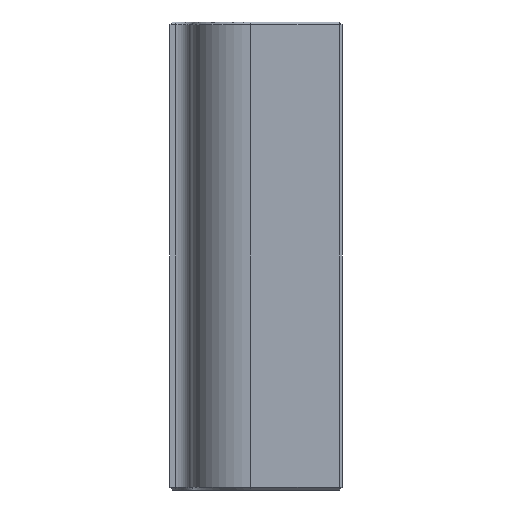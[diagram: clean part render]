
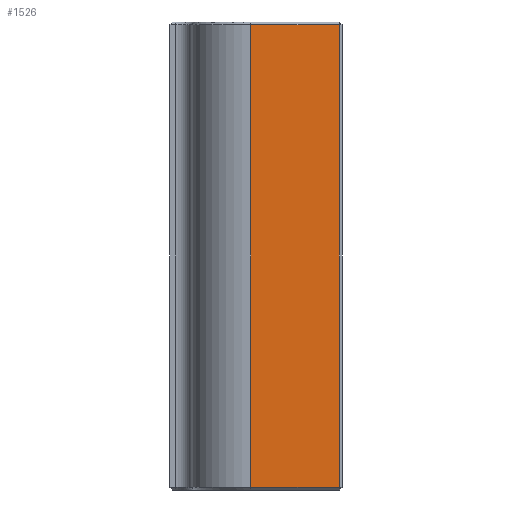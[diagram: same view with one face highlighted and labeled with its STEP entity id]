
A CAD part, front view. The second image highlights one B-rep face of the part: STEP entity #1526.
In plain terms, the highlighted planar face has unit normal (0, -1, 0).
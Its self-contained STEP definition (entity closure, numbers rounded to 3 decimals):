
#187 = PLANE('',#188);
#188 = AXIS2_PLACEMENT_3D('',#189,#190,#191);
#189 = CARTESIAN_POINT('',(14.991,0.25,0.25));
#190 = DIRECTION('',(0.,-0.707,-0.707));
#191 = DIRECTION('',(1.,0.,0.));
#636 = VERTEX_POINT('',#637);
#637 = CARTESIAN_POINT('',(14.991,0.,0.5));
#657 = VERTEX_POINT('',#658);
#658 = CARTESIAN_POINT('',(31.5,0.,0.5));
#679 = EDGE_CURVE('',#636,#657,#680,.T.);
#680 = SURFACE_CURVE('',#681,(#685,#692),.PCURVE_S1.);
#681 = LINE('',#682,#683);
#682 = CARTESIAN_POINT('',(14.991,0.,0.5));
#683 = VECTOR('',#684,1.);
#684 = DIRECTION('',(1.,0.,0.));
#685 = PCURVE('',#187,#686);
#686 = DEFINITIONAL_REPRESENTATION('',(#687),#691);
#687 = LINE('',#688,#689);
#688 = CARTESIAN_POINT('',(0.,0.354));
#689 = VECTOR('',#690,1.);
#690 = DIRECTION('',(1.,0.));
#691 = ( GEOMETRIC_REPRESENTATION_CONTEXT(2) 
PARAMETRIC_REPRESENTATION_CONTEXT() REPRESENTATION_CONTEXT('2D SPACE',''
  ) );
#692 = PCURVE('',#693,#698);
#693 = PLANE('',#694);
#694 = AXIS2_PLACEMENT_3D('',#695,#696,#697);
#695 = CARTESIAN_POINT('',(0.,0.,0.));
#696 = DIRECTION('',(0.,1.,0.));
#697 = DIRECTION('',(1.,0.,0.));
#698 = DEFINITIONAL_REPRESENTATION('',(#699),#703);
#699 = LINE('',#700,#701);
#700 = CARTESIAN_POINT('',(14.991,-0.5));
#701 = VECTOR('',#702,1.);
#702 = DIRECTION('',(1.,0.));
#703 = ( GEOMETRIC_REPRESENTATION_CONTEXT(2) 
PARAMETRIC_REPRESENTATION_CONTEXT() REPRESENTATION_CONTEXT('2D SPACE',''
  ) );
#729 = ( BOUNDED_SURFACE() B_SPLINE_SURFACE(2,2,(
    (#730,#731,#732,#733,#734)
    ,(#735,#736,#737,#738,#739)
    ,(#740,#741,#742,#743,#744
)),.UNSPECIFIED.,.F.,.F.,.F.) B_SPLINE_SURFACE_WITH_KNOTS((3,3),(3,1,1,3
    ),(0.,87.),(-5.324,0.,87.,92.324),.UNSPECIFIED.) 
GEOMETRIC_REPRESENTATION_ITEM() RATIONAL_B_SPLINE_SURFACE((
    (1.,1.,1.,1.,1.)
    ,(0.72,0.72,0.72,0.72
      ,0.72)
,(1.,1.,1.,1.,1.))) REPRESENTATION_ITEM('') SURFACE() );
#730 = CARTESIAN_POINT('',(3.998,10.607,92.324));
#731 = CARTESIAN_POINT('',(3.998,10.607,89.662));
#732 = CARTESIAN_POINT('',(3.998,10.607,43.5));
#733 = CARTESIAN_POINT('',(3.998,10.607,-2.662));
#734 = CARTESIAN_POINT('',(3.998,10.607,-5.324));
#735 = CARTESIAN_POINT('',(4.377,0.,92.324));
#736 = CARTESIAN_POINT('',(4.377,0.,89.662));
#737 = CARTESIAN_POINT('',(4.377,0.,43.5));
#738 = CARTESIAN_POINT('',(4.377,0.,-2.662));
#739 = CARTESIAN_POINT('',(4.377,0.,-5.324));
#740 = CARTESIAN_POINT('',(14.991,0.,92.324));
#741 = CARTESIAN_POINT('',(14.991,0.,89.662));
#742 = CARTESIAN_POINT('',(14.991,0.,43.5));
#743 = CARTESIAN_POINT('',(14.991,0.,-2.662));
#744 = CARTESIAN_POINT('',(14.991,0.,-5.324));
#1241 = PLANE('',#1242);
#1242 = AXIS2_PLACEMENT_3D('',#1243,#1244,#1245);
#1243 = CARTESIAN_POINT('',(31.75,0.25,0.));
#1244 = DIRECTION('',(0.707,-0.707,0.));
#1245 = DIRECTION('',(-0.,-0.,-1.));
#1526 = ADVANCED_FACE('',(#1527),#693,.F.);
#1527 = FACE_BOUND('',#1528,.F.);
#1528 = EDGE_LOOP('',(#1529,#1553,#1581,#1602));
#1529 = ORIENTED_EDGE('',*,*,#1530,.F.);
#1530 = EDGE_CURVE('',#1531,#636,#1533,.T.);
#1531 = VERTEX_POINT('',#1532);
#1532 = CARTESIAN_POINT('',(14.991,0.,86.5));
#1533 = SURFACE_CURVE('',#1534,(#1540,#1546),.PCURVE_S1.);
#1534 = B_SPLINE_CURVE_WITH_KNOTS('',2,(#1535,#1536,#1537,#1538,#1539),
  .UNSPECIFIED.,.F.,.F.,(3,1,1,3),(-5.324,0.,87.,
    92.324),.UNSPECIFIED.);
#1535 = CARTESIAN_POINT('',(14.991,0.,92.324));
#1536 = CARTESIAN_POINT('',(14.991,0.,89.662));
#1537 = CARTESIAN_POINT('',(14.991,0.,43.5));
#1538 = CARTESIAN_POINT('',(14.991,0.,-2.662));
#1539 = CARTESIAN_POINT('',(14.991,0.,-5.324));
#1540 = PCURVE('',#693,#1541);
#1541 = DEFINITIONAL_REPRESENTATION('',(#1542),#1545);
#1542 = B_SPLINE_CURVE_WITH_KNOTS('',1,(#1543,#1544),.UNSPECIFIED.,.F.,
  .F.,(2,2),(0.,87.),.PIECEWISE_BEZIER_KNOTS.);
#1543 = CARTESIAN_POINT('',(14.991,-87.));
#1544 = CARTESIAN_POINT('',(14.991,0.));
#1545 = ( GEOMETRIC_REPRESENTATION_CONTEXT(2) 
PARAMETRIC_REPRESENTATION_CONTEXT() REPRESENTATION_CONTEXT('2D SPACE',''
  ) );
#1546 = PCURVE('',#729,#1547);
#1547 = DEFINITIONAL_REPRESENTATION('',(#1548),#1552);
#1548 = LINE('',#1549,#1550);
#1549 = CARTESIAN_POINT('',(87.,0.));
#1550 = VECTOR('',#1551,1.);
#1551 = DIRECTION('',(0.,1.));
#1552 = ( GEOMETRIC_REPRESENTATION_CONTEXT(2) 
PARAMETRIC_REPRESENTATION_CONTEXT() REPRESENTATION_CONTEXT('2D SPACE',''
  ) );
#1553 = ORIENTED_EDGE('',*,*,#1554,.T.);
#1554 = EDGE_CURVE('',#1531,#1555,#1557,.T.);
#1555 = VERTEX_POINT('',#1556);
#1556 = CARTESIAN_POINT('',(31.5,0.,86.5));
#1557 = SURFACE_CURVE('',#1558,(#1562,#1569),.PCURVE_S1.);
#1558 = LINE('',#1559,#1560);
#1559 = CARTESIAN_POINT('',(14.991,0.,86.5));
#1560 = VECTOR('',#1561,1.);
#1561 = DIRECTION('',(1.,0.,0.));
#1562 = PCURVE('',#693,#1563);
#1563 = DEFINITIONAL_REPRESENTATION('',(#1564),#1568);
#1564 = LINE('',#1565,#1566);
#1565 = CARTESIAN_POINT('',(14.991,-86.5));
#1566 = VECTOR('',#1567,1.);
#1567 = DIRECTION('',(1.,0.));
#1568 = ( GEOMETRIC_REPRESENTATION_CONTEXT(2) 
PARAMETRIC_REPRESENTATION_CONTEXT() REPRESENTATION_CONTEXT('2D SPACE',''
  ) );
#1569 = PCURVE('',#1570,#1575);
#1570 = PLANE('',#1571);
#1571 = AXIS2_PLACEMENT_3D('',#1572,#1573,#1574);
#1572 = CARTESIAN_POINT('',(14.991,0.25,86.75));
#1573 = DIRECTION('',(0.,0.707,-0.707));
#1574 = DIRECTION('',(-1.,-0.,-0.));
#1575 = DEFINITIONAL_REPRESENTATION('',(#1576),#1580);
#1576 = LINE('',#1577,#1578);
#1577 = CARTESIAN_POINT('',(-0.,-0.354));
#1578 = VECTOR('',#1579,1.);
#1579 = DIRECTION('',(-1.,0.));
#1580 = ( GEOMETRIC_REPRESENTATION_CONTEXT(2) 
PARAMETRIC_REPRESENTATION_CONTEXT() REPRESENTATION_CONTEXT('2D SPACE',''
  ) );
#1581 = ORIENTED_EDGE('',*,*,#1582,.F.);
#1582 = EDGE_CURVE('',#657,#1555,#1583,.T.);
#1583 = SURFACE_CURVE('',#1584,(#1588,#1595),.PCURVE_S1.);
#1584 = LINE('',#1585,#1586);
#1585 = CARTESIAN_POINT('',(31.5,0.,0.));
#1586 = VECTOR('',#1587,1.);
#1587 = DIRECTION('',(0.,0.,1.));
#1588 = PCURVE('',#693,#1589);
#1589 = DEFINITIONAL_REPRESENTATION('',(#1590),#1594);
#1590 = LINE('',#1591,#1592);
#1591 = CARTESIAN_POINT('',(31.5,0.));
#1592 = VECTOR('',#1593,1.);
#1593 = DIRECTION('',(0.,-1.));
#1594 = ( GEOMETRIC_REPRESENTATION_CONTEXT(2) 
PARAMETRIC_REPRESENTATION_CONTEXT() REPRESENTATION_CONTEXT('2D SPACE',''
  ) );
#1595 = PCURVE('',#1241,#1596);
#1596 = DEFINITIONAL_REPRESENTATION('',(#1597),#1601);
#1597 = LINE('',#1598,#1599);
#1598 = CARTESIAN_POINT('',(-0.,-0.354));
#1599 = VECTOR('',#1600,1.);
#1600 = DIRECTION('',(-1.,0.));
#1601 = ( GEOMETRIC_REPRESENTATION_CONTEXT(2) 
PARAMETRIC_REPRESENTATION_CONTEXT() REPRESENTATION_CONTEXT('2D SPACE',''
  ) );
#1602 = ORIENTED_EDGE('',*,*,#679,.F.);
